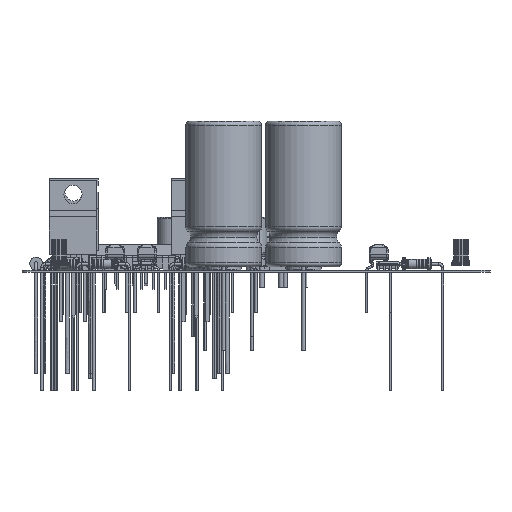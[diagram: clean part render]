
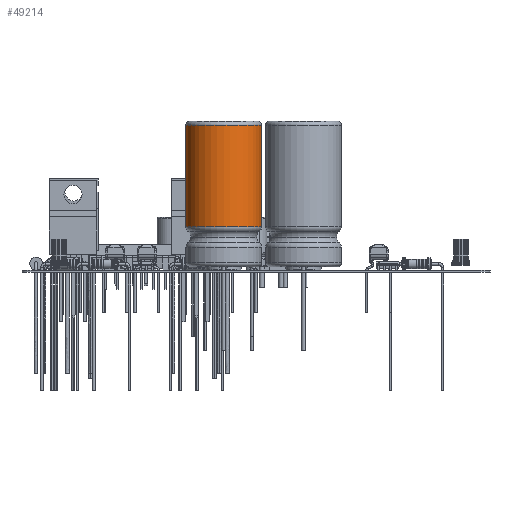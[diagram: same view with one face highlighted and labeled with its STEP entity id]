
A CAD part, front view. The second image highlights one B-rep face of the part: STEP entity #49214.
In plain terms, the highlighted cylindrical face has radius 8 mm (diameter 16 mm), a partial arc.
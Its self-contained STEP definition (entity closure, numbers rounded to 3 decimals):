
#49185 = VERTEX_POINT('',#49186);
#49186 = CARTESIAN_POINT('',(6.928,9.158,4.));
#49193 = EDGE_CURVE('',#49185,#49194,#49196,.T.);
#49194 = VERTEX_POINT('',#49195);
#49195 = CARTESIAN_POINT('',(6.928,9.158,-4.));
#49196 = CIRCLE('',#49197,8.);
#49197 = AXIS2_PLACEMENT_3D('',#49198,#49199,#49200);
#49198 = CARTESIAN_POINT('',(0.,9.158,0.));
#49199 = DIRECTION('',(0.,-1.,0.));
#49200 = DIRECTION('',(1.,0.,0.));
#49214 = ADVANCED_FACE('',(#49215),#49241,.T.);
#49215 = FACE_BOUND('',#49216,.T.);
#49216 = EDGE_LOOP('',(#49217,#49218,#49226,#49235));
#49217 = ORIENTED_EDGE('',*,*,#49193,.F.);
#49218 = ORIENTED_EDGE('',*,*,#49219,.T.);
#49219 = EDGE_CURVE('',#49185,#49220,#49222,.T.);
#49220 = VERTEX_POINT('',#49221);
#49221 = CARTESIAN_POINT('',(6.928,30.66,4.));
#49222 = LINE('',#49223,#49224);
#49223 = CARTESIAN_POINT('',(6.928,-17.,4.));
#49224 = VECTOR('',#49225,1.);
#49225 = DIRECTION('',(0.,1.,-0.));
#49226 = ORIENTED_EDGE('',*,*,#49227,.T.);
#49227 = EDGE_CURVE('',#49220,#49228,#49230,.T.);
#49228 = VERTEX_POINT('',#49229);
#49229 = CARTESIAN_POINT('',(6.928,30.66,-4.));
#49230 = CIRCLE('',#49231,8.);
#49231 = AXIS2_PLACEMENT_3D('',#49232,#49233,#49234);
#49232 = CARTESIAN_POINT('',(0.,30.66,0.));
#49233 = DIRECTION('',(0.,-1.,0.));
#49234 = DIRECTION('',(1.,0.,0.));
#49235 = ORIENTED_EDGE('',*,*,#49236,.F.);
#49236 = EDGE_CURVE('',#49194,#49228,#49237,.T.);
#49237 = LINE('',#49238,#49239);
#49238 = CARTESIAN_POINT('',(6.928,-17.,-4.));
#49239 = VECTOR('',#49240,1.);
#49240 = DIRECTION('',(0.,1.,-0.));
#49241 = CYLINDRICAL_SURFACE('',#49242,8.);
#49242 = AXIS2_PLACEMENT_3D('',#49243,#49244,#49245);
#49243 = CARTESIAN_POINT('',(0.,0.,0.));
#49244 = DIRECTION('',(0.,-1.,-0.));
#49245 = DIRECTION('',(1.,0.,0.));
